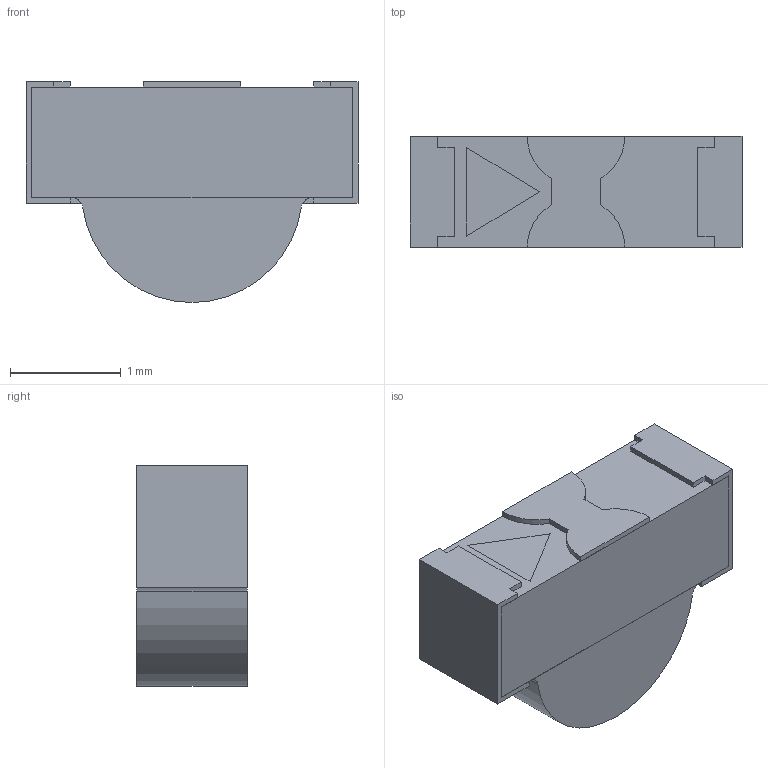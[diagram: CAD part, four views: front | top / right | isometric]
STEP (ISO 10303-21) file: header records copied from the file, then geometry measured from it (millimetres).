
FILE_DESCRIPTION (( 'STEP AP214' ), '1' );
FILE_NAME ('PT12-21C(slash)TR8.STEP', '2020-06-04T13:06:07', ( '' ), ( '' ), 'SwSTEP 2.0', 'SolidWorks 2017', '' );
FILE_SCHEMA (( 'AUTOMOTIVE_DESIGN' ));
Length unit declared in the file: millimetre
Products named in the file (1): PT12-21C(slash)TR8
Bounding box: 3 x 1 x 2 mm (x, y, z)
Volume: 4.6 mm3; surface area: 31.9 mm2
Topology: 6 solids, 6 shells, 68 faces, 165 edges, 110 vertices
Faces by surface type: plane 58, cylinder 10
Entity records: 2048 total; most frequent: CARTESIAN_POINT 344, ORIENTED_EDGE 330, DIRECTION 323, EDGE_CURVE 165, VECTOR 145, LINE 145, VERTEX_POINT 110, AXIS2_PLACEMENT_3D 89
